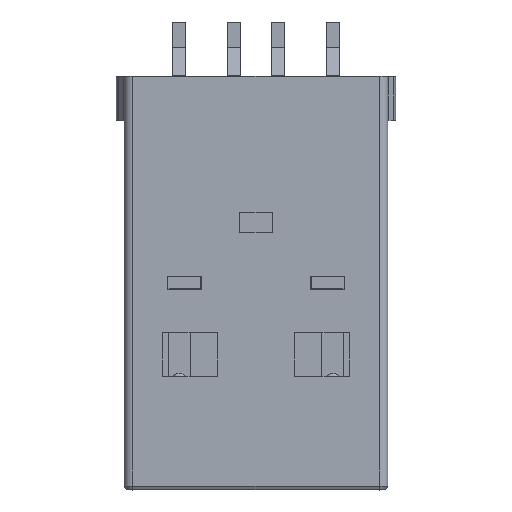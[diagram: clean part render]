
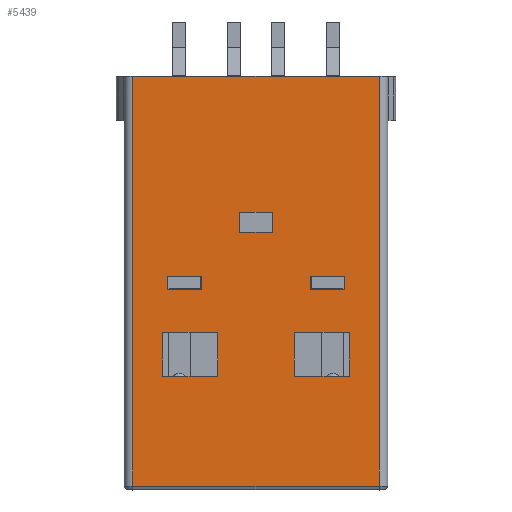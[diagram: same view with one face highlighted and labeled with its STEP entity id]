
A CAD part, top view. The second image highlights one B-rep face of the part: STEP entity #5439.
In plain terms, the highlighted planar face has unit normal (0, 0, 1).
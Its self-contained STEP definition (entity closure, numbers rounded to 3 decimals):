
#74 = VERTEX_POINT('',#75);
#75 = CARTESIAN_POINT('',(5.6,0.969,3.181));
#82 = EDGE_CURVE('',#74,#83,#85,.T.);
#83 = VERTEX_POINT('',#84);
#84 = CARTESIAN_POINT('',(-5.6,0.969,3.181));
#85 = LINE('',#86,#87);
#86 = CARTESIAN_POINT('',(5.6,0.969,3.181));
#87 = VECTOR('',#88,1.);
#88 = DIRECTION('',(-1.,0.,0.));
#5412 = EDGE_CURVE('',#5413,#5415,#5417,.T.);
#5413 = VERTEX_POINT('',#5414);
#5414 = CARTESIAN_POINT('',(4.25,-12.671,3.181));
#5415 = VERTEX_POINT('',#5416);
#5416 = CARTESIAN_POINT('',(4.25,-10.671,3.181));
#5417 = LINE('',#5418,#5419);
#5418 = CARTESIAN_POINT('',(4.25,-12.671,3.181));
#5419 = VECTOR('',#5420,1.);
#5420 = DIRECTION('',(0.,1.,0.));
#5439 = ADVANCED_FACE('',(#5440,#5465,#5490,#5524,#5558,#5592),#5626,.T.
  );
#5440 = FACE_BOUND('',#5441,.F.);
#5441 = EDGE_LOOP('',(#5442,#5452,#5458,#5459));
#5442 = ORIENTED_EDGE('',*,*,#5443,.T.);
#5443 = EDGE_CURVE('',#5444,#5446,#5448,.T.);
#5444 = VERTEX_POINT('',#5445);
#5445 = CARTESIAN_POINT('',(5.6,-17.658,3.181));
#5446 = VERTEX_POINT('',#5447);
#5447 = CARTESIAN_POINT('',(-5.6,-17.658,
    3.181));
#5448 = LINE('',#5449,#5450);
#5449 = CARTESIAN_POINT('',(5.6,-17.658,
    3.181));
#5450 = VECTOR('',#5451,1.);
#5451 = DIRECTION('',(-1.,0.,0.));
#5452 = ORIENTED_EDGE('',*,*,#5453,.F.);
#5453 = EDGE_CURVE('',#83,#5446,#5454,.T.);
#5454 = LINE('',#5455,#5456);
#5455 = CARTESIAN_POINT('',(-5.6,0.969,3.181));
#5456 = VECTOR('',#5457,1.);
#5457 = DIRECTION('',(0.,-1.,0.));
#5458 = ORIENTED_EDGE('',*,*,#82,.F.);
#5459 = ORIENTED_EDGE('',*,*,#5460,.T.);
#5460 = EDGE_CURVE('',#74,#5444,#5461,.T.);
#5461 = LINE('',#5462,#5463);
#5462 = CARTESIAN_POINT('',(5.6,0.969,3.181));
#5463 = VECTOR('',#5464,1.);
#5464 = DIRECTION('',(0.,-1.,0.));
#5465 = FACE_BOUND('',#5466,.F.);
#5466 = EDGE_LOOP('',(#5467,#5468,#5476,#5484));
#5467 = ORIENTED_EDGE('',*,*,#5412,.T.);
#5468 = ORIENTED_EDGE('',*,*,#5469,.T.);
#5469 = EDGE_CURVE('',#5415,#5470,#5472,.T.);
#5470 = VERTEX_POINT('',#5471);
#5471 = CARTESIAN_POINT('',(1.75,-10.671,3.181));
#5472 = LINE('',#5473,#5474);
#5473 = CARTESIAN_POINT('',(4.25,-10.671,3.181));
#5474 = VECTOR('',#5475,1.);
#5475 = DIRECTION('',(-1.,0.,0.));
#5476 = ORIENTED_EDGE('',*,*,#5477,.T.);
#5477 = EDGE_CURVE('',#5470,#5478,#5480,.T.);
#5478 = VERTEX_POINT('',#5479);
#5479 = CARTESIAN_POINT('',(1.75,-12.671,3.181));
#5480 = LINE('',#5481,#5482);
#5481 = CARTESIAN_POINT('',(1.75,-10.671,3.181));
#5482 = VECTOR('',#5483,1.);
#5483 = DIRECTION('',(0.,-1.,0.));
#5484 = ORIENTED_EDGE('',*,*,#5485,.T.);
#5485 = EDGE_CURVE('',#5478,#5413,#5486,.T.);
#5486 = LINE('',#5487,#5488);
#5487 = CARTESIAN_POINT('',(1.75,-12.671,3.181));
#5488 = VECTOR('',#5489,1.);
#5489 = DIRECTION('',(1.,0.,0.));
#5490 = FACE_BOUND('',#5491,.F.);
#5491 = EDGE_LOOP('',(#5492,#5502,#5510,#5518));
#5492 = ORIENTED_EDGE('',*,*,#5493,.T.);
#5493 = EDGE_CURVE('',#5494,#5496,#5498,.T.);
#5494 = VERTEX_POINT('',#5495);
#5495 = CARTESIAN_POINT('',(-1.75,-10.671,3.181));
#5496 = VERTEX_POINT('',#5497);
#5497 = CARTESIAN_POINT('',(-4.25,-10.671,3.181));
#5498 = LINE('',#5499,#5500);
#5499 = CARTESIAN_POINT('',(-1.75,-10.671,3.181));
#5500 = VECTOR('',#5501,1.);
#5501 = DIRECTION('',(-1.,0.,0.));
#5502 = ORIENTED_EDGE('',*,*,#5503,.T.);
#5503 = EDGE_CURVE('',#5496,#5504,#5506,.T.);
#5504 = VERTEX_POINT('',#5505);
#5505 = CARTESIAN_POINT('',(-4.25,-12.671,3.181));
#5506 = LINE('',#5507,#5508);
#5507 = CARTESIAN_POINT('',(-4.25,-10.671,3.181));
#5508 = VECTOR('',#5509,1.);
#5509 = DIRECTION('',(0.,-1.,0.));
#5510 = ORIENTED_EDGE('',*,*,#5511,.T.);
#5511 = EDGE_CURVE('',#5504,#5512,#5514,.T.);
#5512 = VERTEX_POINT('',#5513);
#5513 = CARTESIAN_POINT('',(-1.75,-12.671,3.181));
#5514 = LINE('',#5515,#5516);
#5515 = CARTESIAN_POINT('',(-4.25,-12.671,3.181));
#5516 = VECTOR('',#5517,1.);
#5517 = DIRECTION('',(1.,0.,0.));
#5518 = ORIENTED_EDGE('',*,*,#5519,.T.);
#5519 = EDGE_CURVE('',#5512,#5494,#5520,.T.);
#5520 = LINE('',#5521,#5522);
#5521 = CARTESIAN_POINT('',(-1.75,-12.671,3.181));
#5522 = VECTOR('',#5523,1.);
#5523 = DIRECTION('',(0.,1.,0.));
#5524 = FACE_BOUND('',#5525,.F.);
#5525 = EDGE_LOOP('',(#5526,#5536,#5544,#5552));
#5526 = ORIENTED_EDGE('',*,*,#5527,.T.);
#5527 = EDGE_CURVE('',#5528,#5530,#5532,.T.);
#5528 = VERTEX_POINT('',#5529);
#5529 = CARTESIAN_POINT('',(-4.03,-8.131,3.181));
#5530 = VERTEX_POINT('',#5531);
#5531 = CARTESIAN_POINT('',(-4.03,-8.731,3.181));
#5532 = LINE('',#5533,#5534);
#5533 = CARTESIAN_POINT('',(-4.03,-8.131,3.181));
#5534 = VECTOR('',#5535,1.);
#5535 = DIRECTION('',(0.,-1.,0.));
#5536 = ORIENTED_EDGE('',*,*,#5537,.T.);
#5537 = EDGE_CURVE('',#5530,#5538,#5540,.T.);
#5538 = VERTEX_POINT('',#5539);
#5539 = CARTESIAN_POINT('',(-2.48,-8.731,3.181));
#5540 = LINE('',#5541,#5542);
#5541 = CARTESIAN_POINT('',(-4.03,-8.731,3.181));
#5542 = VECTOR('',#5543,1.);
#5543 = DIRECTION('',(1.,0.,0.));
#5544 = ORIENTED_EDGE('',*,*,#5545,.T.);
#5545 = EDGE_CURVE('',#5538,#5546,#5548,.T.);
#5546 = VERTEX_POINT('',#5547);
#5547 = CARTESIAN_POINT('',(-2.48,-8.131,3.181));
#5548 = LINE('',#5549,#5550);
#5549 = CARTESIAN_POINT('',(-2.48,-8.731,3.181));
#5550 = VECTOR('',#5551,1.);
#5551 = DIRECTION('',(0.,1.,0.));
#5552 = ORIENTED_EDGE('',*,*,#5553,.T.);
#5553 = EDGE_CURVE('',#5546,#5528,#5554,.T.);
#5554 = LINE('',#5555,#5556);
#5555 = CARTESIAN_POINT('',(-2.48,-8.131,3.181));
#5556 = VECTOR('',#5557,1.);
#5557 = DIRECTION('',(-1.,0.,0.));
#5558 = FACE_BOUND('',#5559,.F.);
#5559 = EDGE_LOOP('',(#5560,#5570,#5578,#5586));
#5560 = ORIENTED_EDGE('',*,*,#5561,.T.);
#5561 = EDGE_CURVE('',#5562,#5564,#5566,.T.);
#5562 = VERTEX_POINT('',#5563);
#5563 = CARTESIAN_POINT('',(2.48,-8.131,3.181));
#5564 = VERTEX_POINT('',#5565);
#5565 = CARTESIAN_POINT('',(2.48,-8.731,3.181));
#5566 = LINE('',#5567,#5568);
#5567 = CARTESIAN_POINT('',(2.48,-8.131,3.181));
#5568 = VECTOR('',#5569,1.);
#5569 = DIRECTION('',(0.,-1.,0.));
#5570 = ORIENTED_EDGE('',*,*,#5571,.T.);
#5571 = EDGE_CURVE('',#5564,#5572,#5574,.T.);
#5572 = VERTEX_POINT('',#5573);
#5573 = CARTESIAN_POINT('',(4.03,-8.731,3.181));
#5574 = LINE('',#5575,#5576);
#5575 = CARTESIAN_POINT('',(2.48,-8.731,3.181));
#5576 = VECTOR('',#5577,1.);
#5577 = DIRECTION('',(1.,0.,0.));
#5578 = ORIENTED_EDGE('',*,*,#5579,.T.);
#5579 = EDGE_CURVE('',#5572,#5580,#5582,.T.);
#5580 = VERTEX_POINT('',#5581);
#5581 = CARTESIAN_POINT('',(4.03,-8.131,3.181));
#5582 = LINE('',#5583,#5584);
#5583 = CARTESIAN_POINT('',(4.03,-8.731,3.181));
#5584 = VECTOR('',#5585,1.);
#5585 = DIRECTION('',(0.,1.,0.));
#5586 = ORIENTED_EDGE('',*,*,#5587,.T.);
#5587 = EDGE_CURVE('',#5580,#5562,#5588,.T.);
#5588 = LINE('',#5589,#5590);
#5589 = CARTESIAN_POINT('',(4.03,-8.131,3.181));
#5590 = VECTOR('',#5591,1.);
#5591 = DIRECTION('',(-1.,0.,0.));
#5592 = FACE_BOUND('',#5593,.F.);
#5593 = EDGE_LOOP('',(#5594,#5604,#5612,#5620));
#5594 = ORIENTED_EDGE('',*,*,#5595,.F.);
#5595 = EDGE_CURVE('',#5596,#5598,#5600,.T.);
#5596 = VERTEX_POINT('',#5597);
#5597 = CARTESIAN_POINT('',(-0.75,-6.111,3.181));
#5598 = VERTEX_POINT('',#5599);
#5599 = CARTESIAN_POINT('',(-0.75,-5.201,3.181));
#5600 = LINE('',#5601,#5602);
#5601 = CARTESIAN_POINT('',(-0.75,-6.111,3.181));
#5602 = VECTOR('',#5603,1.);
#5603 = DIRECTION('',(0.,1.,0.));
#5604 = ORIENTED_EDGE('',*,*,#5605,.T.);
#5605 = EDGE_CURVE('',#5596,#5606,#5608,.T.);
#5606 = VERTEX_POINT('',#5607);
#5607 = CARTESIAN_POINT('',(0.75,-6.111,3.181));
#5608 = LINE('',#5609,#5610);
#5609 = CARTESIAN_POINT('',(-0.75,-6.111,3.181));
#5610 = VECTOR('',#5611,1.);
#5611 = DIRECTION('',(1.,0.,0.));
#5612 = ORIENTED_EDGE('',*,*,#5613,.T.);
#5613 = EDGE_CURVE('',#5606,#5614,#5616,.T.);
#5614 = VERTEX_POINT('',#5615);
#5615 = CARTESIAN_POINT('',(0.75,-5.201,3.181));
#5616 = LINE('',#5617,#5618);
#5617 = CARTESIAN_POINT('',(0.75,-6.111,3.181));
#5618 = VECTOR('',#5619,1.);
#5619 = DIRECTION('',(0.,1.,0.));
#5620 = ORIENTED_EDGE('',*,*,#5621,.F.);
#5621 = EDGE_CURVE('',#5598,#5614,#5622,.T.);
#5622 = LINE('',#5623,#5624);
#5623 = CARTESIAN_POINT('',(-0.75,-5.201,3.181));
#5624 = VECTOR('',#5625,1.);
#5625 = DIRECTION('',(1.,0.,0.));
#5626 = PLANE('',#5627);
#5627 = AXIS2_PLACEMENT_3D('',#5628,#5629,#5630);
#5628 = CARTESIAN_POINT('',(5.6,0.969,3.181));
#5629 = DIRECTION('',(0.,0.,1.));
#5630 = DIRECTION('',(-1.,0.,0.));
